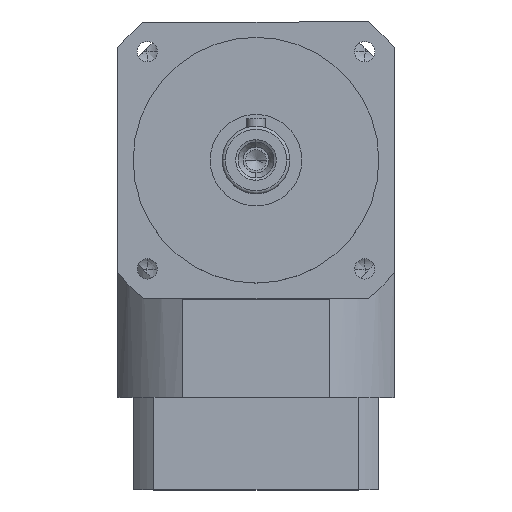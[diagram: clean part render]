
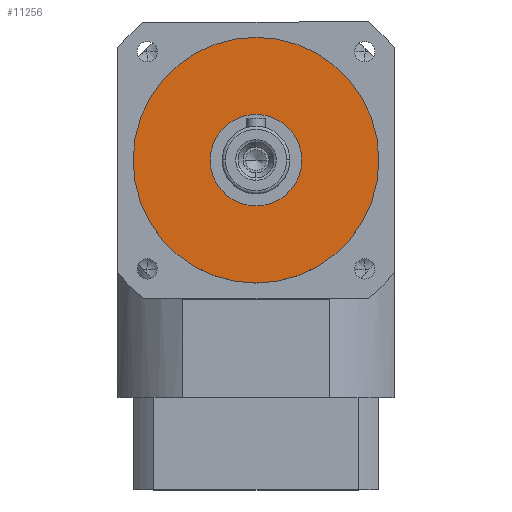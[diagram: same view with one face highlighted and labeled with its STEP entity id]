
A CAD part, top view. The second image highlights one B-rep face of the part: STEP entity #11256.
In plain terms, the highlighted planar face has unit normal (0, 0, 1).
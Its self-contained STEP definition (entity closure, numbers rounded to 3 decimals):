
#371 = DIRECTION ( 'NONE',  ( 1., 0., 0. ) ) ;
#1410 = EDGE_LOOP ( 'NONE', ( #10738, #2411 ) ) ;
#1812 = CARTESIAN_POINT ( 'NONE',  ( 0., 0., 96.5 ) ) ;
#2411 = ORIENTED_EDGE ( 'NONE', *, *, #4527, .T. ) ;
#3106 = CARTESIAN_POINT ( 'NONE',  ( 0., 0., 96.5 ) ) ;
#3719 = DIRECTION ( 'NONE',  ( 0., 0., 1. ) ) ;
#3802 = DIRECTION ( 'NONE',  ( 0., 0., 1. ) ) ;
#4527 = EDGE_CURVE ( 'NONE', #10126, #8281, #4769, .T. ) ;
#4769 = CIRCLE ( 'NONE', #5109, 40. ) ;
#5109 = AXIS2_PLACEMENT_3D ( 'NONE', #3106, #5979, #371 ) ;
#5723 = EDGE_CURVE ( 'NONE', #8281, #10126, #9390, .T. ) ;
#5979 = DIRECTION ( 'NONE',  ( 0., 0., 1. ) ) ;
#6079 = CARTESIAN_POINT ( 'NONE',  ( -40., 0., 96.5 ) ) ;
#7691 = AXIS2_PLACEMENT_3D ( 'NONE', #9337, #3802, #10266 ) ;
#7986 = CARTESIAN_POINT ( 'NONE',  ( 40., 0., 96.5 ) ) ;
#8281 = VERTEX_POINT ( 'NONE', #6079 ) ;
#9256 = PLANE ( 'NONE',  #9747 ) ;
#9288 = FACE_OUTER_BOUND ( 'NONE', #1410, .T. ) ;
#9337 = CARTESIAN_POINT ( 'NONE',  ( 0., 0., 96.5 ) ) ;
#9390 = CIRCLE ( 'NONE', #7691, 40. ) ;
#9747 = AXIS2_PLACEMENT_3D ( 'NONE', #1812, #3719, #10209 ) ;
#10126 = VERTEX_POINT ( 'NONE', #7986 ) ;
#10209 = DIRECTION ( 'NONE',  ( 1., 0., 0. ) ) ;
#10266 = DIRECTION ( 'NONE',  ( 1., 0., 0. ) ) ;
#10738 = ORIENTED_EDGE ( 'NONE', *, *, #5723, .T. ) ;
#11256 = ADVANCED_FACE ( 'NONE', ( #9288 ), #9256, .T. ) ;
